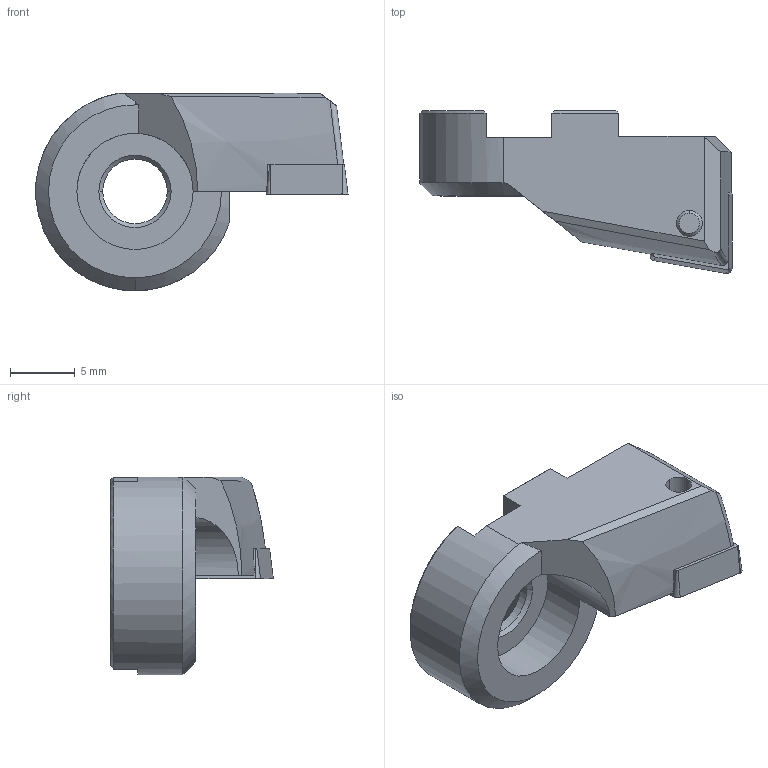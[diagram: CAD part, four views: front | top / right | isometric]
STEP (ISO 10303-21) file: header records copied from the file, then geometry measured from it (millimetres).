
FILE_DESCRIPTION(('no description'),'unknown implementation level');
FILE_NAME('91195DD8-8BF4-4BF3-871F-2F0A6274C46F_export.stp',' ',('CIMSOURCE GmbH'),('CADClick - KiM GmbH - www.kimweb.de'),'unknown preprocess','ACIS','unknown authorization');
FILE_SCHEMA(('automotive_design'));
Length unit declared in the file: millimetre
Products named in the file (3): 626.342 Kaiser ENH 42 CC06 50-63|626.342 Kaiser ENH 42 CC06 50-63_Standard;NONE; 626.342 Kaiser ENH 42 CC06 50-63|694.122 Kaiser ETL M2.5x6.5 T7 IP 10S_Standard;NONE; 626.342 Kaiser ENH 42 CC06 50-63|654.852 Kaiser CCMT 060204 K20C_Standard;NONE
Bounding box: 24.18 x 12.6 x 15.3 mm (x, y, z)
Volume: 1542.5 mm3; surface area: 1403.5 mm2
Topology: 3 solids, 3 shells, 108 faces, 271 edges, 170 vertices
Faces by surface type: plane 38, cylinder 34, cone 28, torus 6, bspline 2
Entity records: 7029 total; most frequent: CARTESIAN_POINT 1212, DIRECTION 605, STYLED_ITEM 552, PRESENTATION_STYLE_ASSIGNMENT 552, COLOUR_RGB 552, ORIENTED_EDGE 542, EDGE_CURVE 271, CURVE_STYLE 271
